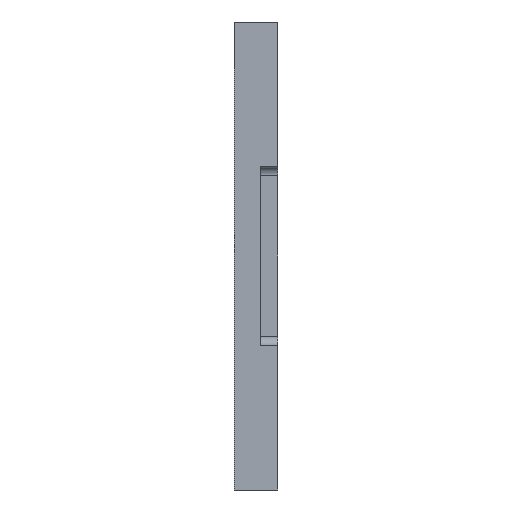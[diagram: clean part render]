
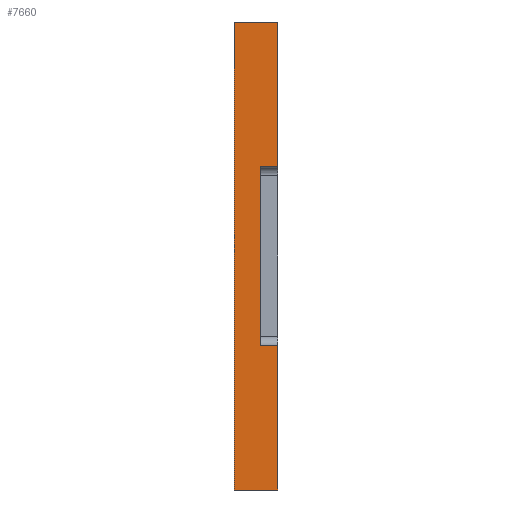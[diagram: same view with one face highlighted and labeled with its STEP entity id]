
A CAD part, left-side view. The second image highlights one B-rep face of the part: STEP entity #7660.
In plain terms, the highlighted planar face has unit normal (-1, 0, 0).
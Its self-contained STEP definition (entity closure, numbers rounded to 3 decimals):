
#44 = PLANE('',#45);
#45 = AXIS2_PLACEMENT_3D('',#46,#47,#48);
#46 = CARTESIAN_POINT('',(0.,0.,0.));
#47 = DIRECTION('',(0.,1.,0.));
#48 = DIRECTION('',(0.,0.,1.));
#72 = PLANE('',#73);
#73 = AXIS2_PLACEMENT_3D('',#74,#75,#76);
#74 = CARTESIAN_POINT('',(-150.,0.,-80.));
#75 = DIRECTION('',(0.,0.,1.));
#76 = DIRECTION('',(1.,0.,0.));
#100 = PLANE('',#101);
#101 = AXIS2_PLACEMENT_3D('',#102,#103,#104);
#102 = CARTESIAN_POINT('',(0.,-15.,0.));
#103 = DIRECTION('',(0.,1.,0.));
#104 = DIRECTION('',(0.,0.,1.));
#233 = PLANE('',#234);
#234 = AXIS2_PLACEMENT_3D('',#235,#236,#237);
#235 = CARTESIAN_POINT('',(150.,0.,80.));
#236 = DIRECTION('',(0.,0.,-1.));
#237 = DIRECTION('',(-1.,0.,0.));
#250 = VERTEX_POINT('',#251);
#251 = CARTESIAN_POINT('',(-150.,0.,-80.));
#272 = EDGE_CURVE('',#273,#250,#275,.T.);
#273 = VERTEX_POINT('',#274);
#274 = CARTESIAN_POINT('',(-150.,0.,80.));
#275 = SURFACE_CURVE('',#276,(#280,#287),.PCURVE_S1.);
#276 = LINE('',#277,#278);
#277 = CARTESIAN_POINT('',(-150.,0.,80.));
#278 = VECTOR('',#279,1.);
#279 = DIRECTION('',(0.,0.,-1.));
#280 = PCURVE('',#44,#281);
#281 = DEFINITIONAL_REPRESENTATION('',(#282),#286);
#282 = LINE('',#283,#284);
#283 = CARTESIAN_POINT('',(80.,-150.));
#284 = VECTOR('',#285,1.);
#285 = DIRECTION('',(-1.,0.));
#286 = ( GEOMETRIC_REPRESENTATION_CONTEXT(2) 
PARAMETRIC_REPRESENTATION_CONTEXT() REPRESENTATION_CONTEXT('2D SPACE',''
  ) );
#287 = PCURVE('',#288,#293);
#288 = PLANE('',#289);
#289 = AXIS2_PLACEMENT_3D('',#290,#291,#292);
#290 = CARTESIAN_POINT('',(-150.,0.,80.));
#291 = DIRECTION('',(1.,0.,0.));
#292 = DIRECTION('',(0.,0.,-1.));
#293 = DEFINITIONAL_REPRESENTATION('',(#294),#298);
#294 = LINE('',#295,#296);
#295 = CARTESIAN_POINT('',(0.,0.));
#296 = VECTOR('',#297,1.);
#297 = DIRECTION('',(1.,0.));
#298 = ( GEOMETRIC_REPRESENTATION_CONTEXT(2) 
PARAMETRIC_REPRESENTATION_CONTEXT() REPRESENTATION_CONTEXT('2D SPACE',''
  ) );
#3984 = VERTEX_POINT('',#3985);
#3985 = CARTESIAN_POINT('',(-150.,-15.,80.));
#4006 = EDGE_CURVE('',#273,#3984,#4007,.T.);
#4007 = SURFACE_CURVE('',#4008,(#4012,#4019),.PCURVE_S1.);
#4008 = LINE('',#4009,#4010);
#4009 = CARTESIAN_POINT('',(-150.,0.,80.));
#4010 = VECTOR('',#4011,1.);
#4011 = DIRECTION('',(0.,-1.,0.));
#4012 = PCURVE('',#233,#4013);
#4013 = DEFINITIONAL_REPRESENTATION('',(#4014),#4018);
#4014 = LINE('',#4015,#4016);
#4015 = CARTESIAN_POINT('',(300.,0.));
#4016 = VECTOR('',#4017,1.);
#4017 = DIRECTION('',(0.,-1.));
#4018 = ( GEOMETRIC_REPRESENTATION_CONTEXT(2) 
PARAMETRIC_REPRESENTATION_CONTEXT() REPRESENTATION_CONTEXT('2D SPACE',''
  ) );
#4019 = PCURVE('',#288,#4020);
#4020 = DEFINITIONAL_REPRESENTATION('',(#4021),#4025);
#4021 = LINE('',#4022,#4023);
#4022 = CARTESIAN_POINT('',(0.,0.));
#4023 = VECTOR('',#4024,1.);
#4024 = DIRECTION('',(0.,-1.));
#4025 = ( GEOMETRIC_REPRESENTATION_CONTEXT(2) 
PARAMETRIC_REPRESENTATION_CONTEXT() REPRESENTATION_CONTEXT('2D SPACE',''
  ) );
#4033 = VERTEX_POINT('',#4034);
#4034 = CARTESIAN_POINT('',(-150.,-15.,-80.));
#4055 = EDGE_CURVE('',#4056,#4033,#4058,.T.);
#4056 = VERTEX_POINT('',#4057);
#4057 = CARTESIAN_POINT('',(-150.,-15.,-30.5));
#4058 = SURFACE_CURVE('',#4059,(#4063,#4070),.PCURVE_S1.);
#4059 = LINE('',#4060,#4061);
#4060 = CARTESIAN_POINT('',(-150.,-15.,80.));
#4061 = VECTOR('',#4062,1.);
#4062 = DIRECTION('',(0.,0.,-1.));
#4063 = PCURVE('',#100,#4064);
#4064 = DEFINITIONAL_REPRESENTATION('',(#4065),#4069);
#4065 = LINE('',#4066,#4067);
#4066 = CARTESIAN_POINT('',(80.,-150.));
#4067 = VECTOR('',#4068,1.);
#4068 = DIRECTION('',(-1.,0.));
#4069 = ( GEOMETRIC_REPRESENTATION_CONTEXT(2) 
PARAMETRIC_REPRESENTATION_CONTEXT() REPRESENTATION_CONTEXT('2D SPACE',''
  ) );
#4070 = PCURVE('',#288,#4071);
#4071 = DEFINITIONAL_REPRESENTATION('',(#4072),#4076);
#4072 = LINE('',#4073,#4074);
#4073 = CARTESIAN_POINT('',(0.,-15.));
#4074 = VECTOR('',#4075,1.);
#4075 = DIRECTION('',(1.,0.));
#4076 = ( GEOMETRIC_REPRESENTATION_CONTEXT(2) 
PARAMETRIC_REPRESENTATION_CONTEXT() REPRESENTATION_CONTEXT('2D SPACE',''
  ) );
#4094 = PLANE('',#4095);
#4095 = AXIS2_PLACEMENT_3D('',#4096,#4097,#4098);
#4096 = CARTESIAN_POINT('',(-130.,-15.,-30.5));
#4097 = DIRECTION('',(0.,0.,1.));
#4098 = DIRECTION('',(-1.,0.,0.));
#4201 = VERTEX_POINT('',#4202);
#4202 = CARTESIAN_POINT('',(-150.,-15.,30.5));
#4216 = PLANE('',#4217);
#4217 = AXIS2_PLACEMENT_3D('',#4218,#4219,#4220);
#4218 = CARTESIAN_POINT('',(-150.,-15.,30.5));
#4219 = DIRECTION('',(0.,0.,-1.));
#4220 = DIRECTION('',(1.,0.,0.));
#4228 = EDGE_CURVE('',#3984,#4201,#4229,.T.);
#4229 = SURFACE_CURVE('',#4230,(#4234,#4241),.PCURVE_S1.);
#4230 = LINE('',#4231,#4232);
#4231 = CARTESIAN_POINT('',(-150.,-15.,80.));
#4232 = VECTOR('',#4233,1.);
#4233 = DIRECTION('',(0.,0.,-1.));
#4234 = PCURVE('',#100,#4235);
#4235 = DEFINITIONAL_REPRESENTATION('',(#4236),#4240);
#4236 = LINE('',#4237,#4238);
#4237 = CARTESIAN_POINT('',(80.,-150.));
#4238 = VECTOR('',#4239,1.);
#4239 = DIRECTION('',(-1.,0.));
#4240 = ( GEOMETRIC_REPRESENTATION_CONTEXT(2) 
PARAMETRIC_REPRESENTATION_CONTEXT() REPRESENTATION_CONTEXT('2D SPACE',''
  ) );
#4241 = PCURVE('',#288,#4242);
#4242 = DEFINITIONAL_REPRESENTATION('',(#4243),#4247);
#4243 = LINE('',#4244,#4245);
#4244 = CARTESIAN_POINT('',(0.,-15.));
#4245 = VECTOR('',#4246,1.);
#4246 = DIRECTION('',(1.,0.));
#4247 = ( GEOMETRIC_REPRESENTATION_CONTEXT(2) 
PARAMETRIC_REPRESENTATION_CONTEXT() REPRESENTATION_CONTEXT('2D SPACE',''
  ) );
#7637 = EDGE_CURVE('',#250,#4033,#7638,.T.);
#7638 = SURFACE_CURVE('',#7639,(#7643,#7650),.PCURVE_S1.);
#7639 = LINE('',#7640,#7641);
#7640 = CARTESIAN_POINT('',(-150.,0.,-80.));
#7641 = VECTOR('',#7642,1.);
#7642 = DIRECTION('',(0.,-1.,0.));
#7643 = PCURVE('',#72,#7644);
#7644 = DEFINITIONAL_REPRESENTATION('',(#7645),#7649);
#7645 = LINE('',#7646,#7647);
#7646 = CARTESIAN_POINT('',(0.,0.));
#7647 = VECTOR('',#7648,1.);
#7648 = DIRECTION('',(0.,-1.));
#7649 = ( GEOMETRIC_REPRESENTATION_CONTEXT(2) 
PARAMETRIC_REPRESENTATION_CONTEXT() REPRESENTATION_CONTEXT('2D SPACE',''
  ) );
#7650 = PCURVE('',#288,#7651);
#7651 = DEFINITIONAL_REPRESENTATION('',(#7652),#7656);
#7652 = LINE('',#7653,#7654);
#7653 = CARTESIAN_POINT('',(160.,0.));
#7654 = VECTOR('',#7655,1.);
#7655 = DIRECTION('',(0.,-1.));
#7656 = ( GEOMETRIC_REPRESENTATION_CONTEXT(2) 
PARAMETRIC_REPRESENTATION_CONTEXT() REPRESENTATION_CONTEXT('2D SPACE',''
  ) );
#7660 = ADVANCED_FACE('',(#7661),#288,.F.);
#7661 = FACE_BOUND('',#7662,.F.);
#7662 = EDGE_LOOP('',(#7663,#7664,#7665,#7666,#7689,#7717,#7738,#7739));
#7663 = ORIENTED_EDGE('',*,*,#272,.F.);
#7664 = ORIENTED_EDGE('',*,*,#4006,.T.);
#7665 = ORIENTED_EDGE('',*,*,#4228,.T.);
#7666 = ORIENTED_EDGE('',*,*,#7667,.T.);
#7667 = EDGE_CURVE('',#4201,#7668,#7670,.T.);
#7668 = VERTEX_POINT('',#7669);
#7669 = CARTESIAN_POINT('',(-150.,-9.,30.5));
#7670 = SURFACE_CURVE('',#7671,(#7675,#7682),.PCURVE_S1.);
#7671 = LINE('',#7672,#7673);
#7672 = CARTESIAN_POINT('',(-150.,-15.,30.5));
#7673 = VECTOR('',#7674,1.);
#7674 = DIRECTION('',(0.,1.,0.));
#7675 = PCURVE('',#288,#7676);
#7676 = DEFINITIONAL_REPRESENTATION('',(#7677),#7681);
#7677 = LINE('',#7678,#7679);
#7678 = CARTESIAN_POINT('',(49.5,-15.));
#7679 = VECTOR('',#7680,1.);
#7680 = DIRECTION('',(0.,1.));
#7681 = ( GEOMETRIC_REPRESENTATION_CONTEXT(2) 
PARAMETRIC_REPRESENTATION_CONTEXT() REPRESENTATION_CONTEXT('2D SPACE',''
  ) );
#7682 = PCURVE('',#4216,#7683);
#7683 = DEFINITIONAL_REPRESENTATION('',(#7684),#7688);
#7684 = LINE('',#7685,#7686);
#7685 = CARTESIAN_POINT('',(0.,0.));
#7686 = VECTOR('',#7687,1.);
#7687 = DIRECTION('',(0.,-1.));
#7688 = ( GEOMETRIC_REPRESENTATION_CONTEXT(2) 
PARAMETRIC_REPRESENTATION_CONTEXT() REPRESENTATION_CONTEXT('2D SPACE',''
  ) );
#7689 = ORIENTED_EDGE('',*,*,#7690,.F.);
#7690 = EDGE_CURVE('',#7691,#7668,#7693,.T.);
#7691 = VERTEX_POINT('',#7692);
#7692 = CARTESIAN_POINT('',(-150.,-9.,-30.5));
#7693 = SURFACE_CURVE('',#7694,(#7698,#7705),.PCURVE_S1.);
#7694 = LINE('',#7695,#7696);
#7695 = CARTESIAN_POINT('',(-150.,-9.,-30.5));
#7696 = VECTOR('',#7697,1.);
#7697 = DIRECTION('',(0.,0.,1.));
#7698 = PCURVE('',#288,#7699);
#7699 = DEFINITIONAL_REPRESENTATION('',(#7700),#7704);
#7700 = LINE('',#7701,#7702);
#7701 = CARTESIAN_POINT('',(110.5,-9.));
#7702 = VECTOR('',#7703,1.);
#7703 = DIRECTION('',(-1.,0.));
#7704 = ( GEOMETRIC_REPRESENTATION_CONTEXT(2) 
PARAMETRIC_REPRESENTATION_CONTEXT() REPRESENTATION_CONTEXT('2D SPACE',''
  ) );
#7705 = PCURVE('',#7706,#7711);
#7706 = PLANE('',#7707);
#7707 = AXIS2_PLACEMENT_3D('',#7708,#7709,#7710);
#7708 = CARTESIAN_POINT('',(13.535,-9.,0.));
#7709 = DIRECTION('',(0.,1.,0.));
#7710 = DIRECTION('',(0.,0.,1.));
#7711 = DEFINITIONAL_REPRESENTATION('',(#7712),#7716);
#7712 = LINE('',#7713,#7714);
#7713 = CARTESIAN_POINT('',(-30.5,-163.535));
#7714 = VECTOR('',#7715,1.);
#7715 = DIRECTION('',(1.,0.));
#7716 = ( GEOMETRIC_REPRESENTATION_CONTEXT(2) 
PARAMETRIC_REPRESENTATION_CONTEXT() REPRESENTATION_CONTEXT('2D SPACE',''
  ) );
#7717 = ORIENTED_EDGE('',*,*,#7718,.F.);
#7718 = EDGE_CURVE('',#4056,#7691,#7719,.T.);
#7719 = SURFACE_CURVE('',#7720,(#7724,#7731),.PCURVE_S1.);
#7720 = LINE('',#7721,#7722);
#7721 = CARTESIAN_POINT('',(-150.,-15.,-30.5));
#7722 = VECTOR('',#7723,1.);
#7723 = DIRECTION('',(0.,1.,0.));
#7724 = PCURVE('',#288,#7725);
#7725 = DEFINITIONAL_REPRESENTATION('',(#7726),#7730);
#7726 = LINE('',#7727,#7728);
#7727 = CARTESIAN_POINT('',(110.5,-15.));
#7728 = VECTOR('',#7729,1.);
#7729 = DIRECTION('',(0.,1.));
#7730 = ( GEOMETRIC_REPRESENTATION_CONTEXT(2) 
PARAMETRIC_REPRESENTATION_CONTEXT() REPRESENTATION_CONTEXT('2D SPACE',''
  ) );
#7731 = PCURVE('',#4094,#7732);
#7732 = DEFINITIONAL_REPRESENTATION('',(#7733),#7737);
#7733 = LINE('',#7734,#7735);
#7734 = CARTESIAN_POINT('',(20.,0.));
#7735 = VECTOR('',#7736,1.);
#7736 = DIRECTION('',(0.,-1.));
#7737 = ( GEOMETRIC_REPRESENTATION_CONTEXT(2) 
PARAMETRIC_REPRESENTATION_CONTEXT() REPRESENTATION_CONTEXT('2D SPACE',''
  ) );
#7738 = ORIENTED_EDGE('',*,*,#4055,.T.);
#7739 = ORIENTED_EDGE('',*,*,#7637,.F.);
